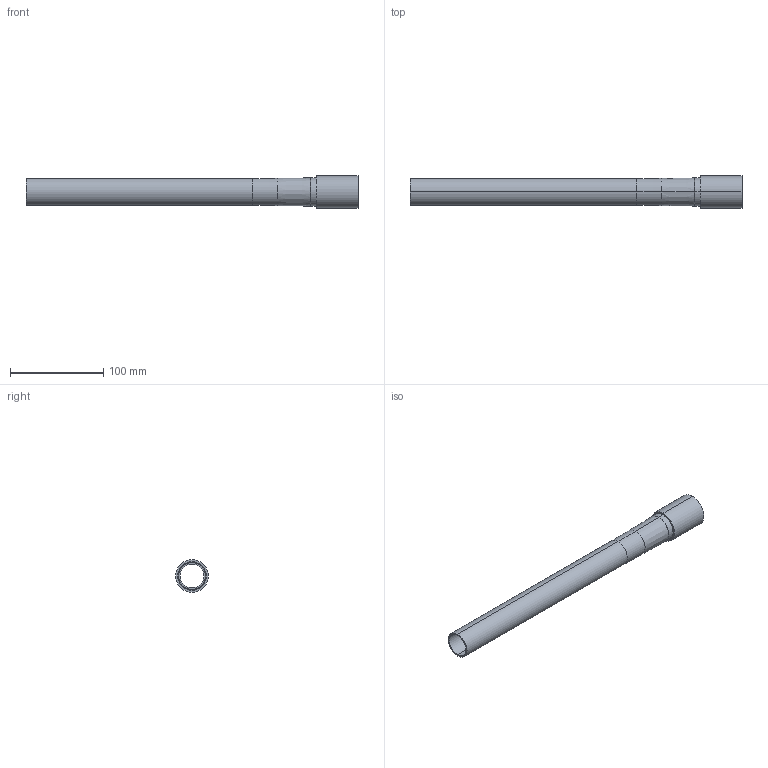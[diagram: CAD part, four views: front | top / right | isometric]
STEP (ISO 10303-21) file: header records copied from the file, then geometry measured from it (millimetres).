
FILE_DESCRIPTION (( 'STEP AP214' ), '1' );
FILE_NAME ('MS2027.STEP', '2015-09-25T13:49:44', ( 'JeffCAD' ), ( 'Microsoft' ), 'SwSTEP 2.0', 'SolidWorks 2015', '' );
FILE_SCHEMA (( 'AUTOMOTIVE_DESIGN' ));
Length unit declared in the file: inch
Products named in the file (1): MS2027
Bounding box: 355.6 x 34.92 x 34.92 mm (x, y, z)
Volume: 56131.5 mm3; surface area: 62523.5 mm2
Topology: 1 solids, 1 shells, 21 faces, 42 edges, 24 vertices
Faces by surface type: cylinder 8, cone 6, torus 4, plane 3
Entity records: 592 total; most frequent: DIRECTION 114, CARTESIAN_POINT 88, ORIENTED_EDGE 84, AXIS2_PLACEMENT_3D 50, EDGE_CURVE 42, CIRCLE 28, VERTEX_POINT 24, EDGE_LOOP 24
